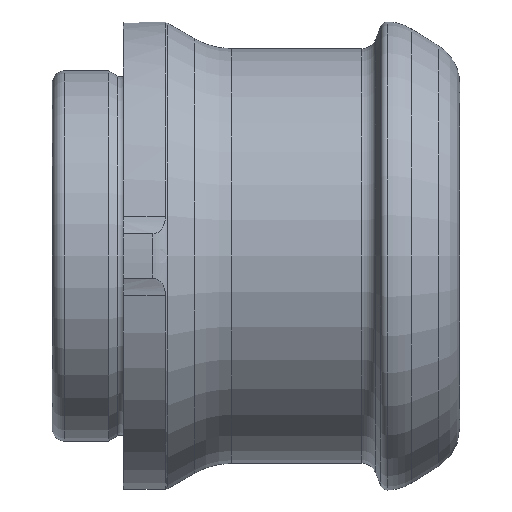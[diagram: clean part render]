
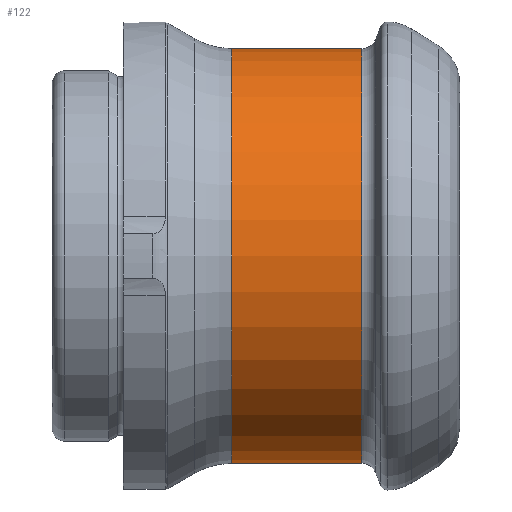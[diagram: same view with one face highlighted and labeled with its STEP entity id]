
A CAD part, left-side view. The second image highlights one B-rep face of the part: STEP entity #122.
In plain terms, the highlighted cylindrical face has radius 14 mm (diameter 28 mm), a full revolution.
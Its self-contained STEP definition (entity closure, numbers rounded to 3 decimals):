
#69 = AXIS2_PLACEMENT_3D ( 'NONE', #901, #75, #571 ) ;
#75 = DIRECTION ( 'NONE',  ( 0., 1., 0. ) ) ;
#108 = DIRECTION ( 'NONE',  ( 0., 0., 1. ) ) ;
#109 = ORIENTED_EDGE ( 'NONE', *, *, #720, .T. ) ;
#122 = ADVANCED_FACE ( 'NONE', ( #455, #733 ), #643, .T. ) ;
#168 = CARTESIAN_POINT ( 'NONE',  ( 0., 6.602, 0. ) ) ;
#228 = CIRCLE ( 'NONE', #683, 14. ) ;
#297 = DIRECTION ( 'NONE',  ( 0., 1., 0. ) ) ;
#349 = CIRCLE ( 'NONE', #755, 14. ) ;
#362 = VERTEX_POINT ( 'NONE', #1104 ) ;
#426 = VERTEX_POINT ( 'NONE', #1068 ) ;
#455 = FACE_OUTER_BOUND ( 'NONE', #952, .T. ) ;
#527 = DIRECTION ( 'NONE',  ( 0., 1., 0. ) ) ;
#557 = CARTESIAN_POINT ( 'NONE',  ( 0., 15.396, 0. ) ) ;
#571 = DIRECTION ( 'NONE',  ( 0., 0., 1. ) ) ;
#590 = EDGE_LOOP ( 'NONE', ( #109 ) ) ;
#643 = CYLINDRICAL_SURFACE ( 'NONE', #69, 14. ) ;
#683 = AXIS2_PLACEMENT_3D ( 'NONE', #557, #297, #108 ) ;
#720 = EDGE_CURVE ( 'NONE', #362, #362, #349, .T. ) ;
#733 = FACE_OUTER_BOUND ( 'NONE', #590, .T. ) ;
#755 = AXIS2_PLACEMENT_3D ( 'NONE', #168, #527, #1076 ) ;
#901 = CARTESIAN_POINT ( 'NONE',  ( 0., 39.647, 0. ) ) ;
#952 = EDGE_LOOP ( 'NONE', ( #1140 ) ) ;
#1068 = CARTESIAN_POINT ( 'NONE',  ( 0., 15.396, 14. ) ) ;
#1076 = DIRECTION ( 'NONE',  ( 0., 0., 1. ) ) ;
#1104 = CARTESIAN_POINT ( 'NONE',  ( 0., 6.602, 14. ) ) ;
#1140 = ORIENTED_EDGE ( 'NONE', *, *, #1160, .F. ) ;
#1160 = EDGE_CURVE ( 'NONE', #426, #426, #228, .T. ) ;
